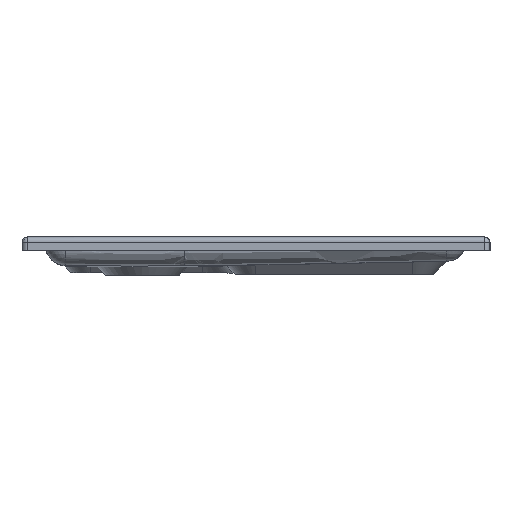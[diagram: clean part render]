
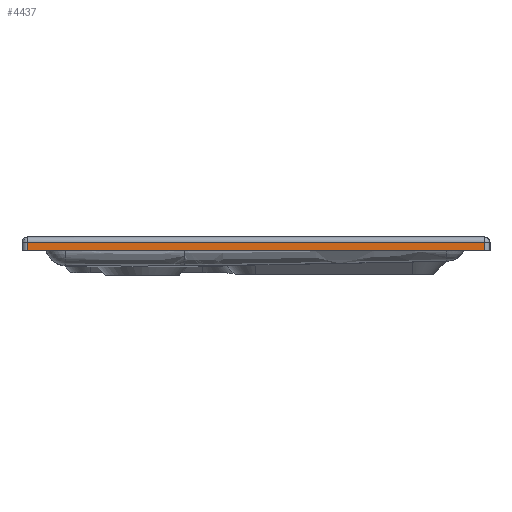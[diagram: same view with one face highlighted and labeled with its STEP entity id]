
A CAD part, left-side view. The second image highlights one B-rep face of the part: STEP entity #4437.
In plain terms, the highlighted face is planar.
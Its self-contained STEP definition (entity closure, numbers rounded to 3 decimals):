
#4091=CARTESIAN_POINT('',(-512.0,180.0,16.0));
#4092=VERTEX_POINT('',#4091);
#4100=CARTESIAN_POINT('',(172.0,180.0,16.0));
#4101=VERTEX_POINT('',#4100);
#4102=CARTESIAN_POINT('',(-512.0,180.0,16.0));
#4103=DIRECTION('',(1.0,0.0,0.0));
#4104=VECTOR('',#4103,684.0);
#4105=LINE('',#4102,#4104);
#4106=EDGE_CURVE('',#4092,#4101,#4105,.T.);
#4407=CARTESIAN_POINT('',(-520.0,180.0,0.0));
#4408=DIRECTION('',(0.0,-1.0,0.0));
#4409=DIRECTION('',(0.0,0.0,-1.0));
#4410=AXIS2_PLACEMENT_3D('',#4407,#4408,#4409);
#4411=PLANE('',#4410);
#4412=ORIENTED_EDGE('',*,*,#4106,.F.);
#4413=CARTESIAN_POINT('',(-512.0,180.0,28.));
#4414=VERTEX_POINT('',#4413);
#4415=CARTESIAN_POINT('',(-512.0,180.0,16.0));
#4416=DIRECTION('',(0.0,0.0,1.0));
#4417=VECTOR('',#4416,12.0);
#4418=LINE('',#4415,#4417);
#4419=EDGE_CURVE('',#4092,#4414,#4418,.T.);
#4420=ORIENTED_EDGE('',*,*,#4419,.T.);
#4421=CARTESIAN_POINT('',(172.0,180.0,28.));
#4422=VERTEX_POINT('',#4421);
#4423=CARTESIAN_POINT('',(-512.0,180.0,28.));
#4424=DIRECTION('',(1.0,0.0,0.0));
#4425=VECTOR('',#4424,684.0);
#4426=LINE('',#4423,#4425);
#4427=EDGE_CURVE('',#4414,#4422,#4426,.T.);
#4428=ORIENTED_EDGE('',*,*,#4427,.T.);
#4429=CARTESIAN_POINT('',(172.0,180.0,16.0));
#4430=DIRECTION('',(0.0,0.0,1.0));
#4431=VECTOR('',#4430,12.0);
#4432=LINE('',#4429,#4431);
#4433=EDGE_CURVE('',#4101,#4422,#4432,.T.);
#4434=ORIENTED_EDGE('',*,*,#4433,.F.);
#4435=EDGE_LOOP('',(#4412,#4420,#4428,#4434));
#4436=FACE_OUTER_BOUND('',#4435,.T.);
#4437=ADVANCED_FACE('',(#4436),#4411,.F.);
